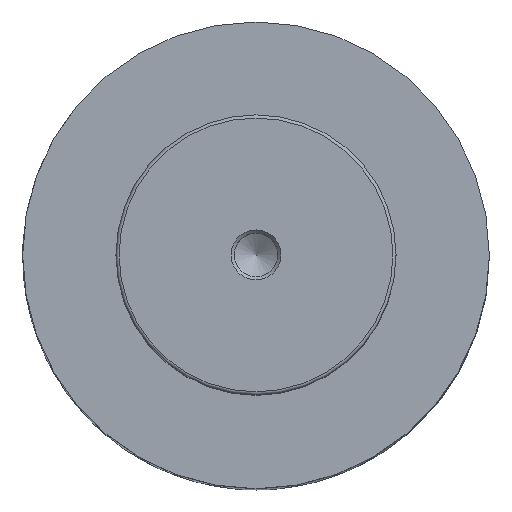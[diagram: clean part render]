
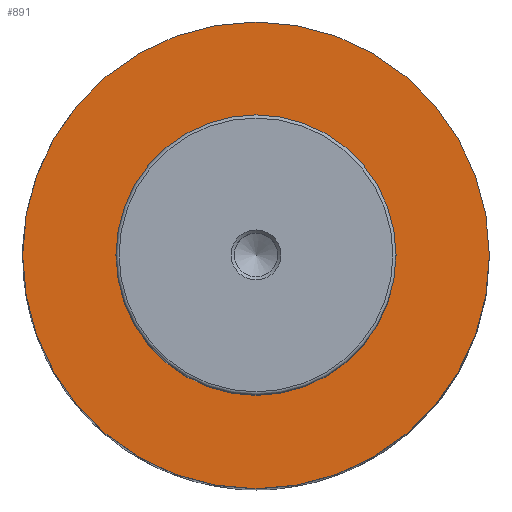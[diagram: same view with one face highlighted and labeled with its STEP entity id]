
A CAD part, top view. The second image highlights one B-rep face of the part: STEP entity #891.
In plain terms, the highlighted planar face has unit normal (0, 0, 1).
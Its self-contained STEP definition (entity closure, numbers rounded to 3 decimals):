
#21=FACE_BOUND('',#287,.T.);
#29=PLANE('',#1022);
#232=FACE_OUTER_BOUND('',#286,.T.);
#286=EDGE_LOOP('',(#775,#776));
#287=EDGE_LOOP('',(#777,#778));
#359=CIRCLE('',#1002,45.);
#360=CIRCLE('',#1003,45.);
#361=CIRCLE('',#1005,75.);
#362=CIRCLE('',#1006,75.);
#434=VERTEX_POINT('',#1538);
#435=VERTEX_POINT('',#1539);
#436=VERTEX_POINT('',#1544);
#437=VERTEX_POINT('',#1546);
#545=EDGE_CURVE('',#434,#435,#359,.T.);
#546=EDGE_CURVE('',#435,#434,#360,.T.);
#549=EDGE_CURVE('',#436,#437,#361,.T.);
#550=EDGE_CURVE('',#437,#436,#362,.T.);
#775=ORIENTED_EDGE('',*,*,#550,.F.);
#776=ORIENTED_EDGE('',*,*,#549,.F.);
#777=ORIENTED_EDGE('',*,*,#545,.T.);
#778=ORIENTED_EDGE('',*,*,#546,.T.);
#891=ADVANCED_FACE('',(#232,#21),#29,.T.);
#1002=AXIS2_PLACEMENT_3D('',#1540,#1211,#1212);
#1003=AXIS2_PLACEMENT_3D('',#1541,#1213,#1214);
#1005=AXIS2_PLACEMENT_3D('',#1547,#1219,#1220);
#1006=AXIS2_PLACEMENT_3D('',#1548,#1221,#1222);
#1022=AXIS2_PLACEMENT_3D('',#1570,#1255,#1256);
#1211=DIRECTION('center_axis',(0.,0.,-1.));
#1212=DIRECTION('ref_axis',(-1.,0.,0.));
#1213=DIRECTION('center_axis',(0.,0.,-1.));
#1214=DIRECTION('ref_axis',(-1.,0.,0.));
#1219=DIRECTION('center_axis',(0.,0.,-1.));
#1220=DIRECTION('ref_axis',(-1.,0.,0.));
#1221=DIRECTION('center_axis',(0.,0.,-1.));
#1222=DIRECTION('ref_axis',(-1.,0.,0.));
#1255=DIRECTION('center_axis',(0.,0.,1.));
#1256=DIRECTION('ref_axis',(1.,0.,0.));
#1538=CARTESIAN_POINT('',(-45.,0.,232.));
#1539=CARTESIAN_POINT('',(45.,0.,232.));
#1540=CARTESIAN_POINT('Origin',(0.,0.,232.));
#1541=CARTESIAN_POINT('Origin',(0.,0.,232.));
#1544=CARTESIAN_POINT('',(75.,0.,232.));
#1546=CARTESIAN_POINT('',(-75.,0.,232.));
#1547=CARTESIAN_POINT('Origin',(0.,0.,232.));
#1548=CARTESIAN_POINT('Origin',(0.,0.,232.));
#1570=CARTESIAN_POINT('Origin',(-62.5,0.,232.));
